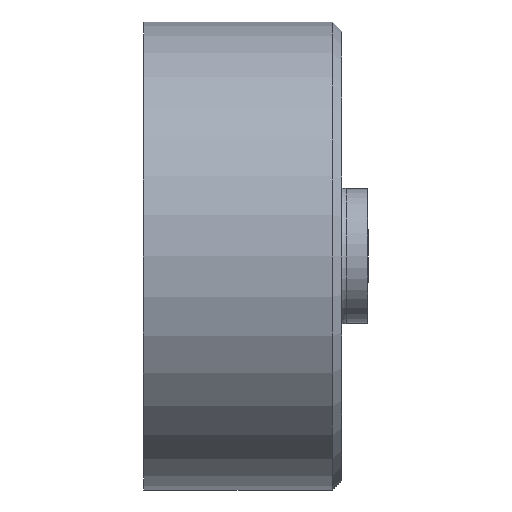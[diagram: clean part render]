
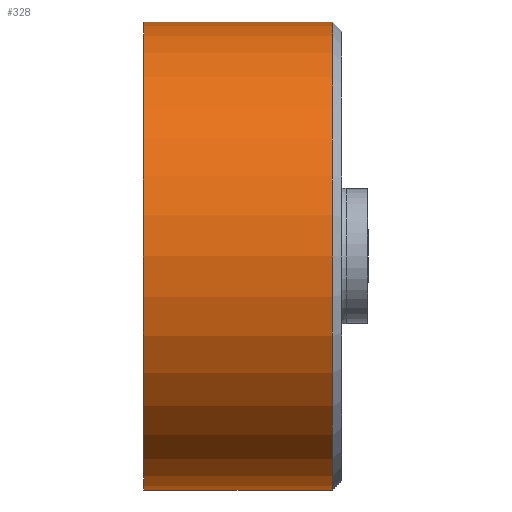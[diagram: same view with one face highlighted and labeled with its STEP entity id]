
A CAD part, left-side view. The second image highlights one B-rep face of the part: STEP entity #328.
In plain terms, the highlighted cylindrical face has radius 26 mm (diameter 52 mm), a full revolution.
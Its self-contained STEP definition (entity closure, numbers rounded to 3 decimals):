
#328 = ADVANCED_FACE( '', ( #644, #645, #646 ), #647, .T. );
#644 = FACE_BOUND( '', #948, .T. );
#645 = FACE_OUTER_BOUND( '', #949, .T. );
#646 = FACE_OUTER_BOUND( '', #950, .T. );
#647 = CYLINDRICAL_SURFACE( '', #951, 26. );
#948 = EDGE_LOOP( '', ( #1588 ) );
#949 = EDGE_LOOP( '', ( #1589 ) );
#950 = EDGE_LOOP( '', ( #1590 ) );
#951 = AXIS2_PLACEMENT_3D( '', #1591, #1592, #1593 );
#1588 = ORIENTED_EDGE( '', *, *, #1798, .F. );
#1589 = ORIENTED_EDGE( '', *, *, #1791, .T. );
#1590 = ORIENTED_EDGE( '', *, *, #1908, .T. );
#1591 = CARTESIAN_POINT( '', ( 0., -14.98, 0. ) );
#1592 = DIRECTION( '', ( 0., 1., 0. ) );
#1593 = DIRECTION( '', ( 1., 0., 0. ) );
#1791 = EDGE_CURVE( '', #2128, #2128, #2129, .F. );
#1798 = EDGE_CURVE( '', #2138, #2138, #2139, .T. );
#1908 = EDGE_CURVE( '', #2264, #2264, #2265, .T. );
#2128 = VERTEX_POINT( '', #3103 );
#2129 = CIRCLE( '', #3104, 26. );
#2138 = VERTEX_POINT( '', #3130 );
#2139 = B_SPLINE_CURVE_WITH_KNOTS( '', 3, ( #3131, #3132, #3133, #3134, #3135, #3136, #3137, #3138, #3139, #3140, #3141, #3142, #3143, #3144, #3145, #3146, #3147, #3148, #3149, #3150, #3151, #3152, #3153, #3154, #3155, #3156, #3157, #3158, #3159, #3160, #3161, #3162, #3163, #3164, #3165, #3166, #3167, #3168, #3169, #3170, #3171, #3172, #3173, #3174, #3175, #3176, #3177, #3178, #3179, #3180, #3181, #3182, #3183, #3184, #3185, #3186, #3187, #3188, #3189, #3190, #3191, #3192, #3193, #3194, #3195, #3196, #3197, #3198, #3199, #3200, #3201, #3202, #3203, #3204, #3205, #3206, #3207, #3208, #3209, #3210, #3211, #3212, #3213, #3214, #3215, #3216, #3217 ), .UNSPECIFIED., .T., .F., ( 2, 2, 2, 2, 2, 2, 2, 2, 2, 2, 2, 2, 2, 2, 2, 2, 2, 2, 2, 2, 2, 2, 2, 1, 2, 2, 2, 2, 2, 2, 2, 2, 2, 2, 2, 2, 2, 2, 2, 2, 2, 2, 2, 2, 2, 2 ), ( -0.002, 0., 0.002, 0.002, 0.003, 0.005, 0.006, 0.006, 0.008, 0.009, 0.01, 0.011, 0.013, 0.014, 0.016, 0.017, 0.017, 0.018, 0.019, 0.02, 0.022, 0.024, 0.024, 0.025, 0.026, 0.027, 0.028, 0.03, 0.031, 0.032, 0.033, 0.035, 0.036, 0.037, 0.038, 0.039, 0.04, 0.041, 0.042, 0.044, 0.045, 0.046, 0.047, 0.049, 0.05, 0.052 ), .UNSPECIFIED. );
#2264 = VERTEX_POINT( '', #3703 );
#2265 = CIRCLE( '', #3704, 26. );
#3103 = CARTESIAN_POINT( '', ( 26., -21., 0. ) );
#3104 = AXIS2_PLACEMENT_3D( '', #3752, #3753, #3754 );
#3130 = CARTESIAN_POINT( '', ( 26., -2., 0. ) );
#3131 = CARTESIAN_POINT( '', ( 26., -2., -0.532 ) );
#3132 = CARTESIAN_POINT( '', ( 26., -2., 0.532 ) );
#3133 = CARTESIAN_POINT( '', ( 25.984, -2.053, 1.054 ) );
#3134 = CARTESIAN_POINT( '', ( 25.937, -2.206, 1.825 ) );
#3135 = CARTESIAN_POINT( '', ( 25.918, -2.27, 2.079 ) );
#3136 = CARTESIAN_POINT( '', ( 25.873, -2.424, 2.583 ) );
#3137 = CARTESIAN_POINT( '', ( 25.846, -2.514, 2.833 ) );
#3138 = CARTESIAN_POINT( '', ( 25.76, -2.816, 3.559 ) );
#3139 = CARTESIAN_POINT( '', ( 25.692, -3.062, 4.017 ) );
#3140 = CARTESIAN_POINT( '', ( 25.579, -3.497, 4.667 ) );
#3141 = CARTESIAN_POINT( '', ( 25.539, -3.655, 4.879 ) );
#3142 = CARTESIAN_POINT( '', ( 25.458, -3.987, 5.283 ) );
#3143 = CARTESIAN_POINT( '', ( 25.418, -4.161, 5.475 ) );
#3144 = CARTESIAN_POINT( '', ( 25.295, -4.711, 6.025 ) );
#3145 = CARTESIAN_POINT( '', ( 25.213, -5.112, 6.355 ) );
#3146 = CARTESIAN_POINT( '', ( 25.059, -5.985, 6.94 ) );
#3147 = CARTESIAN_POINT( '', ( 24.988, -6.445, 7.186 ) );
#3148 = CARTESIAN_POINT( '', ( 24.899, -7.166, 7.486 ) );
#3149 = CARTESIAN_POINT( '', ( 24.872, -7.412, 7.574 ) );
#3150 = CARTESIAN_POINT( '', ( 24.825, -7.914, 7.728 ) );
#3151 = CARTESIAN_POINT( '', ( 24.805, -8.172, 7.793 ) );
#3152 = CARTESIAN_POINT( '', ( 24.756, -8.948, 7.948 ) );
#3153 = CARTESIAN_POINT( '', ( 24.739, -9.469, 8. ) );
#3154 = CARTESIAN_POINT( '', ( 24.739, -10.52, 8. ) );
#3155 = CARTESIAN_POINT( '', ( 24.756, -11.054, 7.948 ) );
#3156 = CARTESIAN_POINT( '', ( 24.821, -12.082, 7.742 ) );
#3157 = CARTESIAN_POINT( '', ( 24.868, -12.583, 7.59 ) );
#3158 = CARTESIAN_POINT( '', ( 24.958, -13.312, 7.287 ) );
#3159 = CARTESIAN_POINT( '', ( 24.991, -13.551, 7.174 ) );
#3160 = CARTESIAN_POINT( '', ( 25.061, -14.011, 6.927 ) );
#3161 = CARTESIAN_POINT( '', ( 25.097, -14.234, 6.793 ) );
#3162 = CARTESIAN_POINT( '', ( 25.174, -14.665, 6.504 ) );
#3163 = CARTESIAN_POINT( '', ( 25.213, -14.874, 6.349 ) );
#3164 = CARTESIAN_POINT( '', ( 25.294, -15.277, 6.018 ) );
#3165 = CARTESIAN_POINT( '', ( 25.336, -15.473, 5.841 ) );
#3166 = CARTESIAN_POINT( '', ( 25.459, -16.026, 5.288 ) );
#3167 = CARTESIAN_POINT( '', ( 25.54, -16.355, 4.887 ) );
#3168 = CARTESIAN_POINT( '', ( 25.691, -16.934, 4.023 ) );
#3169 = CARTESIAN_POINT( '', ( 25.76, -17.186, 3.555 ) );
#3170 = CARTESIAN_POINT( '', ( 25.875, -17.587, 2.591 ) );
#3171 = CARTESIAN_POINT( '', ( 25.921, -17.74, 2.092 ) );
#3172 = CARTESIAN_POINT( '', ( 25.968, -17.895, 1.317 ) );
#3173 = CARTESIAN_POINT( '', ( 25.98, -17.935, 1.053 ) );
#3174 = CARTESIAN_POINT( '', ( 25.996, -17.987, 0.528 ) );
#3175 = CARTESIAN_POINT( '', ( 26.004, -18.013, 0.003 ) );
#3176 = CARTESIAN_POINT( '', ( 25.996, -17.987, -0.521 ) );
#3177 = CARTESIAN_POINT( '', ( 25.98, -17.936, -1.044 ) );
#3178 = CARTESIAN_POINT( '', ( 25.968, -17.897, -1.307 ) );
#3179 = CARTESIAN_POINT( '', ( 25.921, -17.741, -2.086 ) );
#3180 = CARTESIAN_POINT( '', ( 25.876, -17.589, -2.586 ) );
#3181 = CARTESIAN_POINT( '', ( 25.761, -17.188, -3.551 ) );
#3182 = CARTESIAN_POINT( '', ( 25.691, -16.937, -4.019 ) );
#3183 = CARTESIAN_POINT( '', ( 25.541, -16.357, -4.885 ) );
#3184 = CARTESIAN_POINT( '', ( 25.46, -16.028, -5.285 ) );
#3185 = CARTESIAN_POINT( '', ( 25.336, -15.474, -5.839 ) );
#3186 = CARTESIAN_POINT( '', ( 25.295, -15.279, -6.017 ) );
#3187 = CARTESIAN_POINT( '', ( 25.214, -14.876, -6.347 ) );
#3188 = CARTESIAN_POINT( '', ( 25.174, -14.668, -6.502 ) );
#3189 = CARTESIAN_POINT( '', ( 25.06, -14.021, -6.935 ) );
#3190 = CARTESIAN_POINT( '', ( 24.989, -13.561, -7.183 ) );
#3191 = CARTESIAN_POINT( '', ( 24.869, -12.587, -7.588 ) );
#3192 = CARTESIAN_POINT( '', ( 24.821, -12.087, -7.741 ) );
#3193 = CARTESIAN_POINT( '', ( 24.772, -11.318, -7.895 ) );
#3194 = CARTESIAN_POINT( '', ( 24.76, -11.058, -7.934 ) );
#3195 = CARTESIAN_POINT( '', ( 24.743, -10.532, -7.987 ) );
#3196 = CARTESIAN_POINT( '', ( 24.739, -10.266, -8. ) );
#3197 = CARTESIAN_POINT( '', ( 24.739, -9.475, -8. ) );
#3198 = CARTESIAN_POINT( '', ( 24.755, -8.953, -7.949 ) );
#3199 = CARTESIAN_POINT( '', ( 24.804, -8.179, -7.795 ) );
#3200 = CARTESIAN_POINT( '', ( 24.825, -7.922, -7.73 ) );
#3201 = CARTESIAN_POINT( '', ( 24.872, -7.417, -7.576 ) );
#3202 = CARTESIAN_POINT( '', ( 24.899, -7.171, -7.487 ) );
#3203 = CARTESIAN_POINT( '', ( 24.988, -6.448, -7.187 ) );
#3204 = CARTESIAN_POINT( '', ( 25.058, -5.987, -6.941 ) );
#3205 = CARTESIAN_POINT( '', ( 25.213, -5.113, -6.356 ) );
#3206 = CARTESIAN_POINT( '', ( 25.295, -4.713, -6.026 ) );
#3207 = CARTESIAN_POINT( '', ( 25.417, -4.162, -5.476 ) );
#3208 = CARTESIAN_POINT( '', ( 25.458, -3.987, -5.284 ) );
#3209 = CARTESIAN_POINT( '', ( 25.539, -3.655, -4.88 ) );
#3210 = CARTESIAN_POINT( '', ( 25.578, -3.498, -4.668 ) );
#3211 = CARTESIAN_POINT( '', ( 25.691, -3.063, -4.018 ) );
#3212 = CARTESIAN_POINT( '', ( 25.76, -2.817, -3.56 ) );
#3213 = CARTESIAN_POINT( '', ( 25.875, -2.414, -2.595 ) );
#3214 = CARTESIAN_POINT( '', ( 25.921, -2.258, -2.084 ) );
#3215 = CARTESIAN_POINT( '', ( 25.984, -2.053, -1.055 ) );
#3216 = CARTESIAN_POINT( '', ( 26., -2., -0.532 ) );
#3217 = CARTESIAN_POINT( '', ( 26., -2., 0.532 ) );
#3703 = CARTESIAN_POINT( '', ( 26., 0., 0. ) );
#3704 = AXIS2_PLACEMENT_3D( '', #3785, #3786, #3787 );
#3752 = CARTESIAN_POINT( '', ( 0., -21., 0. ) );
#3753 = DIRECTION( '', ( 0., -1., 0. ) );
#3754 = DIRECTION( '', ( 1., 0., 0. ) );
#3785 = CARTESIAN_POINT( '', ( 0., 0., 0. ) );
#3786 = DIRECTION( '', ( 0., -1., 0. ) );
#3787 = DIRECTION( '', ( 1., 0., 0. ) );
